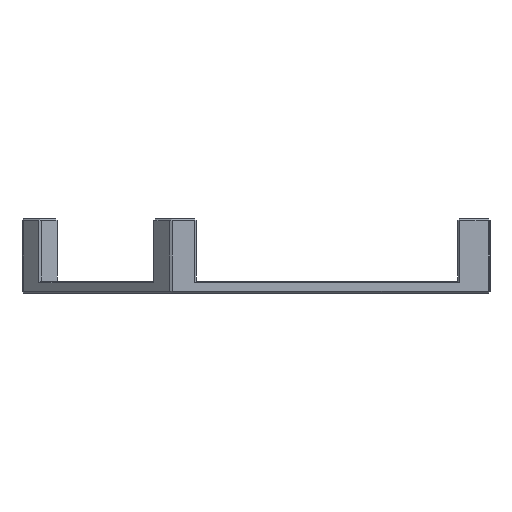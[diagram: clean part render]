
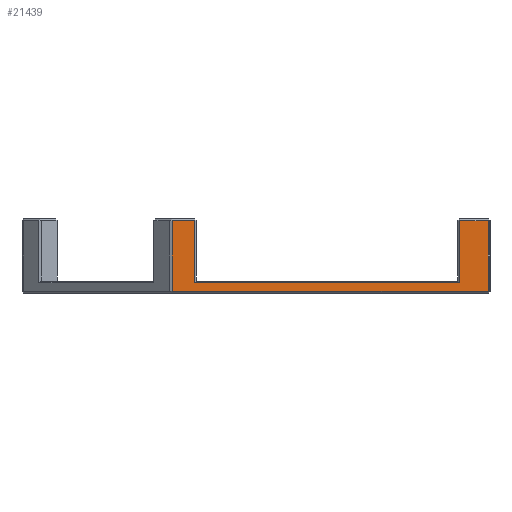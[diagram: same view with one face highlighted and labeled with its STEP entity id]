
A CAD part, left-side view. The second image highlights one B-rep face of the part: STEP entity #21439.
In plain terms, the highlighted planar face has unit normal (-1, 0, 0).
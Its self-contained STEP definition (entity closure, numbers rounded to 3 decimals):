
#814=PLANE('',#23431);
#2256=FACE_OUTER_BOUND('',#3659,.T.);
#3659=EDGE_LOOP('',(#19228,#19229,#19230,#19231,#19232,#19233,#19234,#19235));
#5695=LINE('',#35001,#8037);
#5802=LINE('',#35208,#8144);
#5804=LINE('',#35211,#8146);
#5909=LINE('',#35409,#8251);
#5912=LINE('',#35415,#8254);
#5935=LINE('',#35463,#8277);
#5957=LINE('',#35519,#8299);
#5959=LINE('',#35522,#8301);
#8037=VECTOR('',#28665,10.);
#8144=VECTOR('',#28860,10.);
#8146=VECTOR('',#28864,10.);
#8251=VECTOR('',#29083,10.);
#8254=VECTOR('',#29092,10.);
#8277=VECTOR('',#29153,10.);
#8299=VECTOR('',#29221,10.);
#8301=VECTOR('',#29225,10.);
#10691=VERTEX_POINT('',#34900);
#10713=VERTEX_POINT('',#34987);
#10715=VERTEX_POINT('',#34993);
#10717=VERTEX_POINT('',#35000);
#10741=VERTEX_POINT('',#35095);
#10744=VERTEX_POINT('',#35103);
#10769=VERTEX_POINT('',#35204);
#10822=VERTEX_POINT('',#35518);
#13401=EDGE_CURVE('',#10715,#10717,#5695,.T.);
#13509=EDGE_CURVE('',#10741,#10769,#5802,.T.);
#13511=EDGE_CURVE('',#10769,#10744,#5804,.T.);
#13616=EDGE_CURVE('',#10744,#10715,#5909,.T.);
#13619=EDGE_CURVE('',#10713,#10741,#5912,.T.);
#13645=EDGE_CURVE('',#10691,#10713,#5935,.T.);
#13673=EDGE_CURVE('',#10717,#10822,#5957,.T.);
#13675=EDGE_CURVE('',#10822,#10691,#5959,.T.);
#19228=ORIENTED_EDGE('',*,*,#13509,.F.);
#19229=ORIENTED_EDGE('',*,*,#13619,.F.);
#19230=ORIENTED_EDGE('',*,*,#13645,.F.);
#19231=ORIENTED_EDGE('',*,*,#13675,.F.);
#19232=ORIENTED_EDGE('',*,*,#13673,.F.);
#19233=ORIENTED_EDGE('',*,*,#13401,.F.);
#19234=ORIENTED_EDGE('',*,*,#13616,.F.);
#19235=ORIENTED_EDGE('',*,*,#13511,.F.);
#21439=ADVANCED_FACE('',(#2256),#814,.T.);
#23431=AXIS2_PLACEMENT_3D('',#35654,#29404,#29405);
#28665=DIRECTION('',(0.,0.,-1.));
#28860=DIRECTION('',(0.,1.,0.));
#28864=DIRECTION('',(0.,0.,1.));
#29083=DIRECTION('',(0.,-1.,0.));
#29092=DIRECTION('',(0.,0.,-1.));
#29153=DIRECTION('',(0.,-1.,0.));
#29221=DIRECTION('',(0.,-1.,0.));
#29225=DIRECTION('',(0.,0.,1.));
#29404=DIRECTION('center_axis',(-1.,0.,0.));
#29405=DIRECTION('ref_axis',(0.,-1.,0.));
#34900=CARTESIAN_POINT('',(-85.585,-16.673,16.9));
#34987=CARTESIAN_POINT('',(-85.585,-23.373,16.9));
#34993=CARTESIAN_POINT('',(-85.585,45.276,16.9));
#35000=CARTESIAN_POINT('',(-85.585,45.276,2.4));
#35001=CARTESIAN_POINT('',(-85.585,45.276,1.4));
#35095=CARTESIAN_POINT('',(-85.585,-23.373,0.4));
#35103=CARTESIAN_POINT('',(-85.585,50.461,16.9));
#35204=CARTESIAN_POINT('',(-85.585,50.461,0.4));
#35208=CARTESIAN_POINT('',(-85.585,40.894,0.4));
#35211=CARTESIAN_POINT('',(-85.585,50.461,0.));
#35409=CARTESIAN_POINT('',(-85.585,40.894,16.9));
#35415=CARTESIAN_POINT('',(-85.585,-23.373,0.));
#35463=CARTESIAN_POINT('',(-85.585,15.419,16.9));
#35518=CARTESIAN_POINT('',(-85.585,-16.673,2.4));
#35519=CARTESIAN_POINT('',(-85.585,40.894,2.4));
#35522=CARTESIAN_POINT('',(-85.585,-16.673,1.4));
#35654=CARTESIAN_POINT('Origin',(-85.585,50.861,0.));
